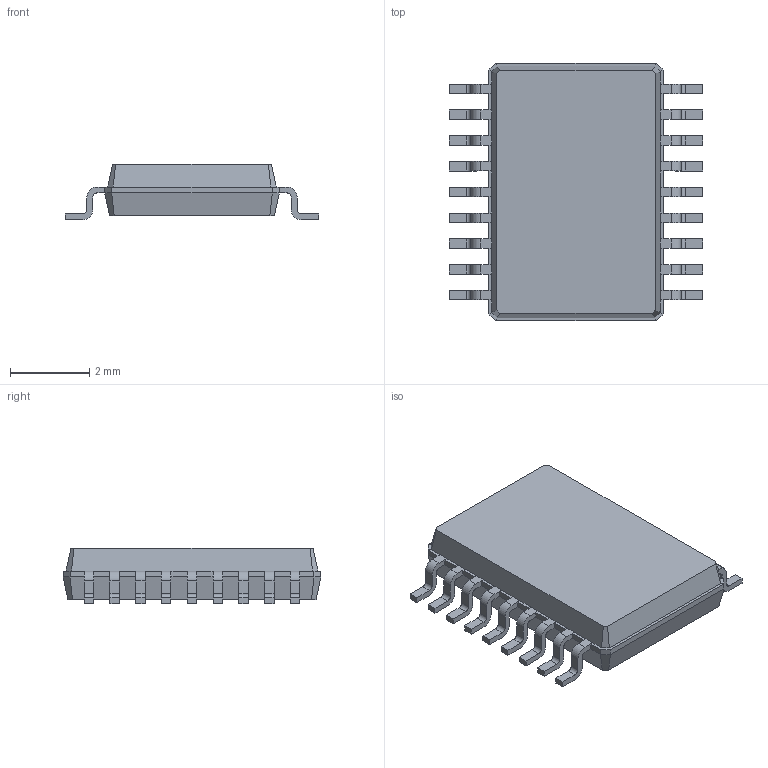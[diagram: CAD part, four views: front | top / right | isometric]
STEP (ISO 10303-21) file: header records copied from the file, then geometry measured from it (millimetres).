
FILE_DESCRIPTION(/* description */ ('model of SSOP-18_4.4x6.5mm_P0.65mm'),/* implementation_level */ '2;1');
FILE_NAME(/* name */ 'SSOP-18_4.4x6.5mm_P0.65mm.step',/* time_stamp */ '2018-06-05T23:06:24',/* author */ ('kicad StepUp','ksu'),/* organization */ ('FreeCAD'),/* preprocessor_version */ 'OCC',/* originating_system */ 'kicad StepUp',/* authorisation */ '');
FILE_SCHEMA(('AUTOMOTIVE_DESIGN { 1 0 10303 214 1 1 1 1 }'));
Length unit declared in the file: millimetre
Products named in the file (1): SSOP_18_44x65mm_P065mm
Bounding box: 6.4 x 6.5 x 1.4 mm (x, y, z)
Volume: 35.7 mm3; surface area: 101 mm2
Topology: 1 solids, 1 shells, 304 faces, 810 edges, 508 vertices
Faces by surface type: plane 190, cylinder 72, bspline 42
Entity records: 11379 total; most frequent: CARTESIAN_POINT 1781, ORIENTED_EDGE 1620, DIRECTION 1448, EDGE_CURVE 810, LINE 634, VECTOR 634, VERTEX_POINT 508, AXIS2_PLACEMENT_3D 407
